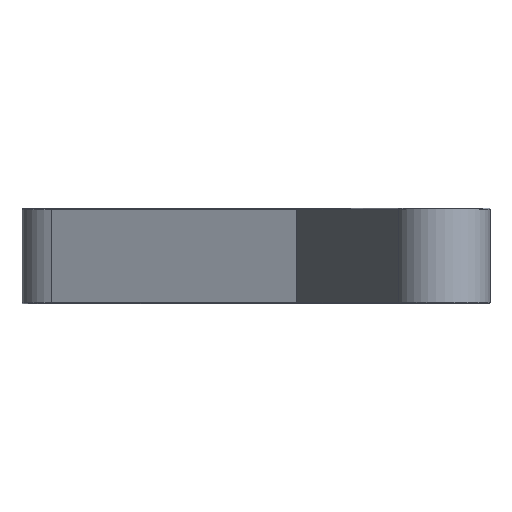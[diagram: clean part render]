
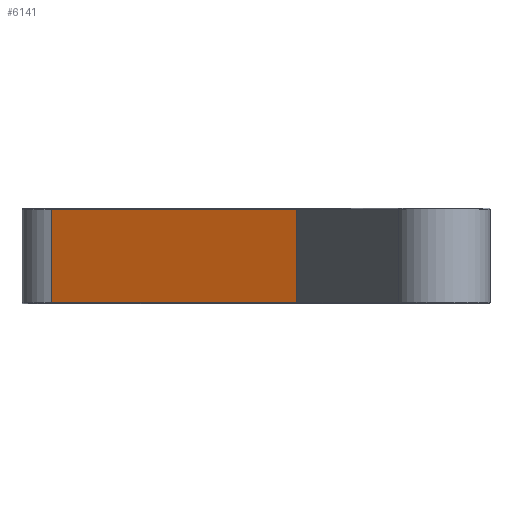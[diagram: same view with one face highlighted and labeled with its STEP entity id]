
A CAD part, top view. The second image highlights one B-rep face of the part: STEP entity #6141.
In plain terms, the highlighted planar face has unit normal (-0.383, 0, 0.924).
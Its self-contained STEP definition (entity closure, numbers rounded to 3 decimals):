
#32=PLANE('',#6512);
#147=FACE_OUTER_BOUND('',#483,.T.);
#483=EDGE_LOOP('',(#3977,#3978,#3979,#3980));
#1309=LINE('',#9451,#1807);
#1321=LINE('',#9502,#1819);
#1322=LINE('',#9506,#1820);
#1323=LINE('',#9507,#1821);
#1807=VECTOR('',#7311,10.);
#1819=VECTOR('',#7369,10.);
#1820=VECTOR('',#7374,10.);
#1821=VECTOR('',#7375,10.);
#2305=VERTEX_POINT('',#9449);
#2306=VERTEX_POINT('',#9450);
#2322=VERTEX_POINT('',#9501);
#2323=VERTEX_POINT('',#9505);
#2955=EDGE_CURVE('',#2305,#2306,#1309,.T.);
#2981=EDGE_CURVE('',#2306,#2322,#1321,.T.);
#2983=EDGE_CURVE('',#2305,#2323,#1322,.T.);
#2984=EDGE_CURVE('',#2322,#2323,#1323,.T.);
#3977=ORIENTED_EDGE('',*,*,#2955,.F.);
#3978=ORIENTED_EDGE('',*,*,#2983,.T.);
#3979=ORIENTED_EDGE('',*,*,#2984,.F.);
#3980=ORIENTED_EDGE('',*,*,#2981,.F.);
#6141=ADVANCED_FACE('',(#147),#32,.T.);
#6512=AXIS2_PLACEMENT_3D('',#9504,#7372,#7373);
#7311=DIRECTION('',(-0.924,0.,-0.383));
#7369=DIRECTION('',(0.,1.,0.));
#7372=DIRECTION('center_axis',(-0.383,0.,
0.924));
#7373=DIRECTION('ref_axis',(0.924,0.,0.383));
#7374=DIRECTION('',(0.,1.,0.));
#7375=DIRECTION('',(0.924,0.,0.383));
#9449=CARTESIAN_POINT('',(-3.827,-4.9,3.827));
#9450=CARTESIAN_POINT('',(-29.63,-4.9,-6.861));
#9451=CARTESIAN_POINT('',(-29.662,-4.9,-6.874));
#9501=CARTESIAN_POINT('',(-29.63,4.9,-6.861));
#9502=CARTESIAN_POINT('',(-29.63,0.,-6.861));
#9504=CARTESIAN_POINT('Origin',(-29.63,0.,
-6.861));
#9505=CARTESIAN_POINT('',(-3.827,4.9,3.827));
#9506=CARTESIAN_POINT('',(-3.827,0.,3.827));
#9507=CARTESIAN_POINT('',(-29.662,4.9,-6.874));
